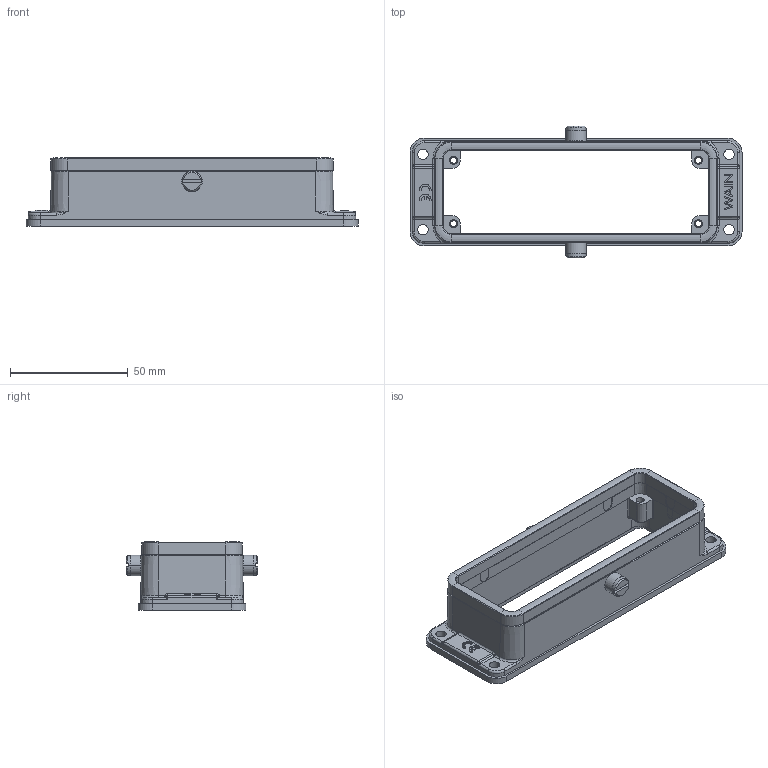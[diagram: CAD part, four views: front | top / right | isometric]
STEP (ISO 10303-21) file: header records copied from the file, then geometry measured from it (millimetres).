
FILE_DESCRIPTION(/* description */ (''),/* implementation_level */ '2;1');
FILE_NAME(/* name */ '3D_1240243551001_HV24B-BK-2B_C_V1.1.STP',/* time_stamp */ '2024-01-16T17:25:19+08:00',/* author */ (''),/* organization */ (''),/* preprocessor_version */ 'ST-DEVELOPER v18.1',/* originating_system */ 'SIEMENS PLM Software NX 1980',/* authorisation */ '');
FILE_SCHEMA (('AUTOMOTIVE_DESIGN { 1 0 10303 214 3 1 1 1 }'));
Length unit declared in the file: millimetre
Products named in the file (1): 14590B245578cgrm
Bounding box: 141 x 55.92 x 28.98 mm (x, y, z)
Volume: 40527.2 mm3; surface area: 28817.8 mm2
Topology: 7 solids, 7 shells, 478 faces, 1172 edges, 718 vertices
Faces by surface type: plane 190, cylinder 181, torus 52, cone 30, bspline 16, sphere 8, extrusion 1
Entity records: 14941 total; most frequent: CARTESIAN_POINT 4079, ORIENTED_EDGE 2320, DIRECTION 2145, EDGE_CURVE 1160, AXIS2_PLACEMENT_3D 800, VERTEX_POINT 718, VECTOR 545, LINE 544
